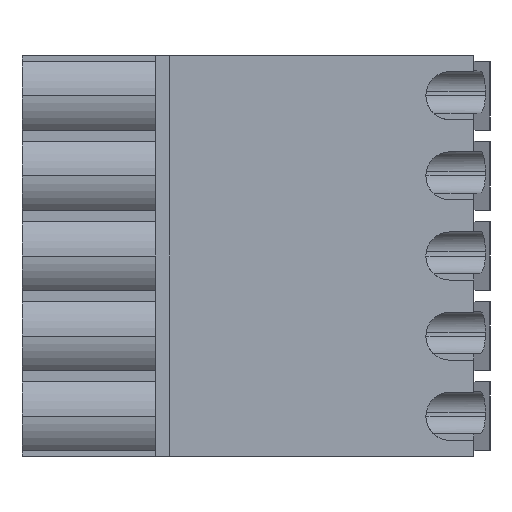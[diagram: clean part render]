
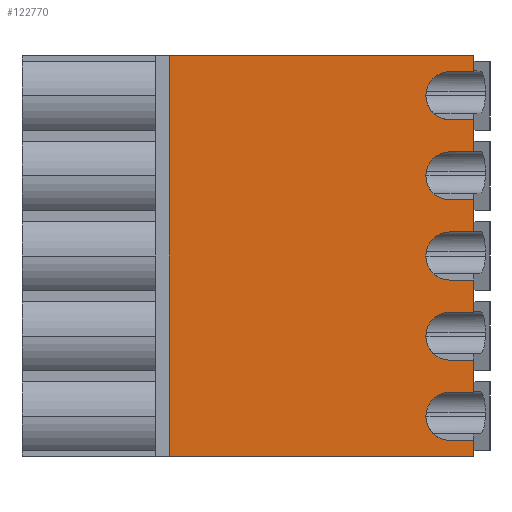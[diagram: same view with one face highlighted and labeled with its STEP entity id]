
A CAD part, front view. The second image highlights one B-rep face of the part: STEP entity #122770.
In plain terms, the highlighted planar face has unit normal (0, -1, 0).
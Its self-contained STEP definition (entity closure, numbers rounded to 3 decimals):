
#9690=CARTESIAN_POINT('',(-12.17,16.46,39.22));
#9700=VERTEX_POINT('',#9690);
#9730=CARTESIAN_POINT('',(35.06,16.46,39.22));
#9740=DIRECTION('',(-1.,0.,0.));
#9750=VECTOR('',#9740,1.);
#9760=LINE('',#9730,#9750);
#9770=CARTESIAN_POINT('',(-13.67,16.46,39.22));
#9780=VERTEX_POINT('',#9770);
#9790=EDGE_CURVE('',#9700,#9780,#9760,.T.);
#11210=CARTESIAN_POINT('',(-13.67,16.46,0.));
#11220=DIRECTION('',(0.,0.,-1.));
#11230=VECTOR('',#11220,1.);
#11240=LINE('',#11210,#11230);
#11250=CARTESIAN_POINT('',(-13.67,16.46,38.22));
#11260=VERTEX_POINT('',#11250);
#11270=EDGE_CURVE('',#9780,#11260,#11240,.T.);
#12950=CARTESIAN_POINT('',(-10.67,16.46,40.72));
#12960=VERTEX_POINT('',#12950);
#12990=CARTESIAN_POINT('',(-12.17,16.46,40.72));
#13000=DIRECTION('',(0.,1.,0.));
#13010=DIRECTION('',(-1.,0.,0.));
#13020=AXIS2_PLACEMENT_3D('',#12990,#13000,#13010);
#13030=CIRCLE('',#13020,1.5);
#13040=EDGE_CURVE('',#12960,#9700,#13030,.T.);
#13270=CARTESIAN_POINT('',(-12.17,16.46,44.22));
#13280=VERTEX_POINT('',#13270);
#13440=CARTESIAN_POINT('',(-10.67,16.46,45.72));
#13450=VERTEX_POINT('',#13440);
#13480=CARTESIAN_POINT('',(-12.17,16.46,45.72));
#13490=DIRECTION('',(0.,1.,0.));
#13500=DIRECTION('',(-1.,0.,0.));
#13510=AXIS2_PLACEMENT_3D('',#13480,#13490,#13500);
#13520=CIRCLE('',#13510,1.5);
#13530=EDGE_CURVE('',#13450,#13280,#13520,.T.);
#22410=CARTESIAN_POINT('',(-13.67,16.46,44.22));
#22420=VERTEX_POINT('',#22410);
#22540=CARTESIAN_POINT('',(35.06,16.46,44.22));
#22550=DIRECTION('',(-1.,0.,0.));
#22560=VECTOR('',#22550,1.);
#22570=LINE('',#22540,#22560);
#22580=EDGE_CURVE('',#13280,#22420,#22570,.T.);
#36820=CARTESIAN_POINT('',(0.,16.46,38.22));
#36830=DIRECTION('',(-1.,0.,0.));
#36840=VECTOR('',#36830,1.);
#36850=LINE('',#36820,#36840);
#36860=CARTESIAN_POINT('',(5.33,16.46,38.22));
#36870=VERTEX_POINT('',#36860);
#36880=EDGE_CURVE('',#36870,#11260,#36850,.T.);
#42510=CARTESIAN_POINT('',(-12.17,16.46,47.22));
#42520=VERTEX_POINT('',#42510);
#42660=CARTESIAN_POINT('',(-13.67,16.46,47.22));
#42670=VERTEX_POINT('',#42660);
#42700=CARTESIAN_POINT('',(0.,16.46,47.22));
#42710=DIRECTION('',(1.,0.,0.));
#42720=VECTOR('',#42710,1.);
#42730=LINE('',#42700,#42720);
#42740=EDGE_CURVE('',#42670,#42520,#42730,.T.);
#46240=CARTESIAN_POINT('',(-12.17,16.46,42.22));
#46250=VERTEX_POINT('',#46240);
#46340=CARTESIAN_POINT('',(-13.67,16.46,42.22));
#46350=VERTEX_POINT('',#46340);
#46380=CARTESIAN_POINT('',(0.,16.46,42.22));
#46390=DIRECTION('',(1.,0.,0.));
#46400=VECTOR('',#46390,1.);
#46410=LINE('',#46380,#46400);
#46420=EDGE_CURVE('',#46350,#46250,#46410,.T.);
#46780=CARTESIAN_POINT('',(-13.67,16.46,0.));
#46790=DIRECTION('',(0.,0.,-1.));
#46800=VECTOR('',#46790,1.);
#46810=LINE('',#46780,#46800);
#46820=EDGE_CURVE('',#22420,#46350,#46810,.T.);
#71940=CARTESIAN_POINT('',(-13.67,16.46,49.22));
#71950=VERTEX_POINT('',#71940);
#71980=CARTESIAN_POINT('',(-13.67,16.46,5.));
#71990=DIRECTION('',(0.,0.,-1.));
#72000=VECTOR('',#71990,1.);
#72010=LINE('',#71980,#72000);
#72020=EDGE_CURVE('',#71950,#42670,#72010,.T.);
#79370=CARTESIAN_POINT('',(-13.67,16.46,54.22));
#79380=VERTEX_POINT('',#79370);
#79460=CARTESIAN_POINT('',(-12.17,16.46,54.22));
#79470=VERTEX_POINT('',#79460);
#79500=CARTESIAN_POINT('',(35.06,16.46,54.22));
#79510=DIRECTION('',(-1.,0.,0.));
#79520=VECTOR('',#79510,1.);
#79530=LINE('',#79500,#79520);
#79540=EDGE_CURVE('',#79470,#79380,#79530,.T.);
#81550=CARTESIAN_POINT('',(-12.17,16.46,49.22));
#81560=VERTEX_POINT('',#81550);
#81590=CARTESIAN_POINT('',(35.06,16.46,49.22));
#81600=DIRECTION('',(-1.,0.,0.));
#81610=VECTOR('',#81600,1.);
#81620=LINE('',#81590,#81610);
#81630=EDGE_CURVE('',#81560,#71950,#81620,.T.);
#111020=CARTESIAN_POINT('',(-12.17,16.46,52.22));
#111030=VERTEX_POINT('',#111020);
#111170=CARTESIAN_POINT('',(-13.67,16.46,52.22));
#111180=VERTEX_POINT('',#111170);
#111210=CARTESIAN_POINT('',(0.,16.46,52.22));
#111220=DIRECTION('',(1.,0.,0.));
#111230=VECTOR('',#111220,1.);
#111240=LINE('',#111210,#111230);
#111250=EDGE_CURVE('',#111180,#111030,#111240,.T.);
#111530=CARTESIAN_POINT('',(-13.67,16.46,10.));
#111540=DIRECTION('',(0.,0.,-1.));
#111550=VECTOR('',#111540,1.);
#111560=LINE('',#111530,#111550);
#111570=EDGE_CURVE('',#79380,#111180,#111560,.T.);
#112020=CARTESIAN_POINT('',(-10.67,16.46,55.72));
#112030=VERTEX_POINT('',#112020);
#112060=CARTESIAN_POINT('',(-12.17,16.46,55.72));
#112070=DIRECTION('',(0.,1.,0.));
#112080=DIRECTION('',(-1.,0.,0.));
#112090=AXIS2_PLACEMENT_3D('',#112060,#112070,#112080);
#112100=CIRCLE('',#112090,1.5);
#112110=EDGE_CURVE('',#112030,#79470,#112100,.T.);
#112340=CARTESIAN_POINT('',(-12.17,16.46,57.22));
#112350=VERTEX_POINT('',#112340);
#112490=CARTESIAN_POINT('',(-13.67,16.46,57.22));
#112500=VERTEX_POINT('',#112490);
#112530=CARTESIAN_POINT('',(0.,16.46,57.22));
#112540=DIRECTION('',(1.,0.,0.));
#112550=VECTOR('',#112540,1.);
#112560=LINE('',#112530,#112550);
#112570=EDGE_CURVE('',#112500,#112350,#112560,.T.);
#115640=CARTESIAN_POINT('',(-10.67,16.46,50.72));
#115650=VERTEX_POINT('',#115640);
#115680=CARTESIAN_POINT('',(-12.17,16.46,50.72));
#115690=DIRECTION('',(0.,1.,0.));
#115700=DIRECTION('',(-1.,0.,0.));
#115710=AXIS2_PLACEMENT_3D('',#115680,#115690,#115700);
#115720=CIRCLE('',#115710,1.5);
#115730=EDGE_CURVE('',#115650,#81560,#115720,.T.);
#121860=CARTESIAN_POINT('',(5.333,16.46,63.673));
#121870=DIRECTION('',(0.,-1.,0.));
#121880=DIRECTION('',(-1.,0.,0.));
#121890=AXIS2_PLACEMENT_3D('',#121860,#121870,#121880);
#121900=PLANE('',#121890);
#121910=ORIENTED_EDGE('',*,*,#36880,.F.);
#121920=ORIENTED_EDGE('',*,*,#11270,.T.);
#121930=ORIENTED_EDGE('',*,*,#9790,.T.);
#121940=ORIENTED_EDGE('',*,*,#13040,.T.);
#121950=EDGE_CURVE('',#46250,#12960,#13030,.T.);
#121960=ORIENTED_EDGE('',*,*,#121950,.T.);
#121970=ORIENTED_EDGE('',*,*,#46420,.T.);
#121980=ORIENTED_EDGE('',*,*,#46820,.T.);
#121990=ORIENTED_EDGE('',*,*,#22580,.T.);
#122000=ORIENTED_EDGE('',*,*,#13530,.T.);
#122010=EDGE_CURVE('',#42520,#13450,#13520,.T.);
#122020=ORIENTED_EDGE('',*,*,#122010,.T.);
#122030=ORIENTED_EDGE('',*,*,#42740,.T.);
#122040=ORIENTED_EDGE('',*,*,#72020,.T.);
#122050=ORIENTED_EDGE('',*,*,#81630,.T.);
#122060=ORIENTED_EDGE('',*,*,#115730,.T.);
#122070=EDGE_CURVE('',#111030,#115650,#115720,.T.);
#122080=ORIENTED_EDGE('',*,*,#122070,.T.);
#122090=ORIENTED_EDGE('',*,*,#111250,.T.);
#122100=ORIENTED_EDGE('',*,*,#111570,.T.);
#122110=ORIENTED_EDGE('',*,*,#79540,.T.);
#122120=ORIENTED_EDGE('',*,*,#112110,.T.);
#122130=EDGE_CURVE('',#112350,#112030,#112100,.T.);
#122140=ORIENTED_EDGE('',*,*,#122130,.T.);
#122150=ORIENTED_EDGE('',*,*,#112570,.T.);
#122160=CARTESIAN_POINT('',(-13.67,16.46,15.));
#122170=DIRECTION('',(0.,0.,-1.));
#122180=VECTOR('',#122170,1.);
#122190=LINE('',#122160,#122180);
#122200=CARTESIAN_POINT('',(-13.67,16.46,59.22));
#122210=VERTEX_POINT('',#122200);
#122220=EDGE_CURVE('',#122210,#112500,#122190,.T.);
#122230=ORIENTED_EDGE('',*,*,#122220,.T.);
#122240=CARTESIAN_POINT('',(35.06,16.46,59.22));
#122250=DIRECTION('',(-1.,0.,0.));
#122260=VECTOR('',#122250,1.);
#122270=LINE('',#122240,#122260);
#122280=CARTESIAN_POINT('',(-12.17,16.46,59.22));
#122290=VERTEX_POINT('',#122280);
#122300=EDGE_CURVE('',#122290,#122210,#122270,.T.);
#122310=ORIENTED_EDGE('',*,*,#122300,.T.);
#122320=CARTESIAN_POINT('',(-12.17,16.46,60.72));
#122330=DIRECTION('',(0.,1.,0.));
#122340=DIRECTION('',(-1.,0.,0.));
#122350=AXIS2_PLACEMENT_3D('',#122320,#122330,#122340);
#122360=CIRCLE('',#122350,1.5);
#122370=CARTESIAN_POINT('',(-10.67,16.46,60.72));
#122380=VERTEX_POINT('',#122370);
#122390=EDGE_CURVE('',#122380,#122290,#122360,.T.);
#122400=ORIENTED_EDGE('',*,*,#122390,.T.);
#122410=CARTESIAN_POINT('',(-12.17,16.46,62.22));
#122420=VERTEX_POINT('',#122410);
#122430=EDGE_CURVE('',#122420,#122380,#122360,.T.);
#122440=ORIENTED_EDGE('',*,*,#122430,.T.);
#122450=CARTESIAN_POINT('',(0.,16.46,62.22));
#122460=DIRECTION('',(-1.,0.,0.));
#122470=VECTOR('',#122460,1.);
#122480=LINE('',#122450,#122470);
#122490=CARTESIAN_POINT('',(-13.67,16.46,62.22));
#122500=VERTEX_POINT('',#122490);
#122510=EDGE_CURVE('',#122420,#122500,#122480,.T.);
#122520=ORIENTED_EDGE('',*,*,#122510,.F.);
#122530=CARTESIAN_POINT('',(-13.67,16.46,15.));
#122540=DIRECTION('',(0.,0.,1.));
#122550=VECTOR('',#122540,1.);
#122560=LINE('',#122530,#122550);
#122570=CARTESIAN_POINT('',(-13.67,16.46,63.22));
#122580=VERTEX_POINT('',#122570);
#122590=EDGE_CURVE('',#122500,#122580,#122560,.T.);
#122600=ORIENTED_EDGE('',*,*,#122590,.F.);
#122610=CARTESIAN_POINT('',(0.,16.46,63.22));
#122620=DIRECTION('',(-1.,0.,0.));
#122630=VECTOR('',#122620,1.);
#122640=LINE('',#122610,#122630);
#122650=CARTESIAN_POINT('',(5.33,16.46,63.22));
#122660=VERTEX_POINT('',#122650);
#122670=EDGE_CURVE('',#122660,#122580,#122640,.T.);
#122680=ORIENTED_EDGE('',*,*,#122670,.T.);
#122690=CARTESIAN_POINT('',(5.33,16.46,15.));
#122700=DIRECTION('',(0.,0.,1.));
#122710=VECTOR('',#122700,1.);
#122720=LINE('',#122690,#122710);
#122730=EDGE_CURVE('',#36870,#122660,#122720,.T.);
#122740=ORIENTED_EDGE('',*,*,#122730,.T.);
#122750=EDGE_LOOP('',(#122740,#122680,#122600,#122520,#122440,#122400,
#122310,#122230,#122150,#122140,#122120,#122110,#122100,#122090,#122080,
#122060,#122050,#122040,#122030,#122020,#122000,#121990,#121980,#121970,
#121960,#121940,#121930,#121920,#121910));
#122760=FACE_OUTER_BOUND('',#122750,.T.);
#122770=ADVANCED_FACE('',(#122760),#121900,.T.);
